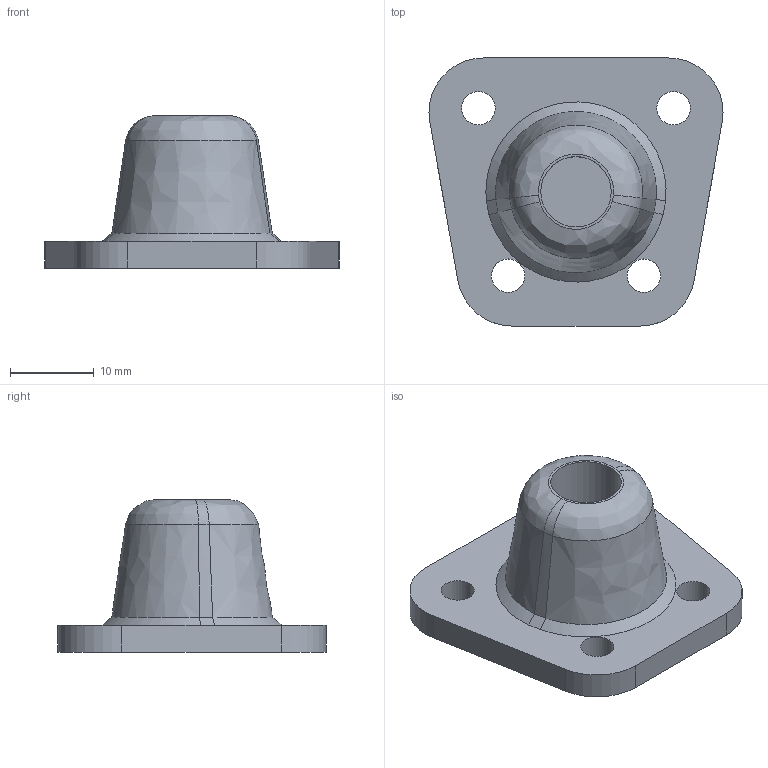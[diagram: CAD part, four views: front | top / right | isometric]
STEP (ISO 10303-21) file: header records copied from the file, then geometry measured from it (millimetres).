
FILE_DESCRIPTION(/* description */ (''),/* implementation_level */ '2;1');
FILE_NAME(/* name */ 'CN06GPSholderbase v3.stp',/* time_stamp */ '2023-01-01T15:18:48+01:00',/* author */ (''),/* organization */ (''),/* preprocessor_version */ 'ST-DEVELOPER v19.2',/* originating_system */ 'Autodesk Translation Framework v11.17.0.187',/* authorisation */ '');
FILE_SCHEMA (('AUTOMOTIVE_DESIGN { 1 0 10303 214 3 1 1 }'));
Length unit declared in the file: millimetre
Products named in the file (1): CN06_GPS_holder_base
Bounding box: 35.11 x 32 x 18.2 mm (x, y, z)
Volume: 5798 mm3; surface area: 3335 mm2
Topology: 1 solids, 1 shells, 29 faces, 79 edges, 54 vertices
Faces by surface type: bspline 12, cylinder 9, plane 8
Full cylindrical faces by diameter (mm): 4 x4, 8.4 x1
Entity records: 1521 total; most frequent: CARTESIAN_POINT 812, ORIENTED_EDGE 158, DIRECTION 101, EDGE_CURVE 79, VERTEX_POINT 54, EDGE_LOOP 39, AXIS2_PLACEMENT_3D 36, B_SPLINE_CURVE_WITH_KNOTS 32
